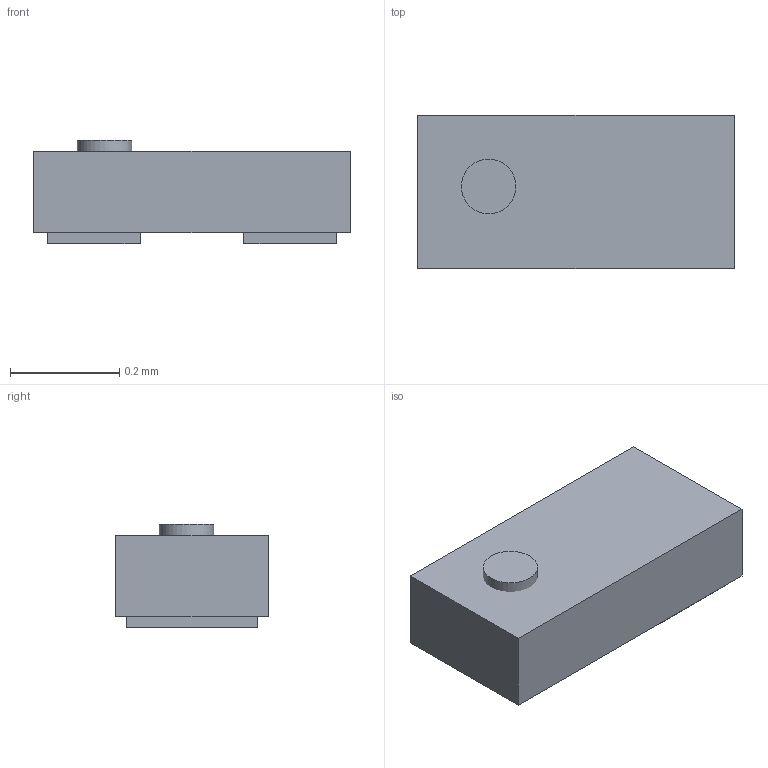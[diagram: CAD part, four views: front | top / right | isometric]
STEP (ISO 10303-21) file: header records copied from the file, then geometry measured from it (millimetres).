
FILE_DESCRIPTION(/* description */ ('model of Infineon_SG-WLL-2-3_0.58x0.28_P0.36mm'),/* implementation_level */ '2;1');
FILE_NAME(/* name */ 'Infineon_SG-WLL-2-3_0.58x0.28_P0.36mm.step',/* time_stamp */ '2023-06-05T10:28:05',/* author */ ('KiCAD','kicad'),/* organization */ ('OCCT'),/* preprocessor_version */ '',/* originating_system */ 'KiCAD',/* authorisation */ '');
FILE_SCHEMA(('AUTOMOTIVE_DESIGN { 1 0 10303 214 1 1 1 1 }'));
Length unit declared in the file: millimetre
Products named in the file (8): CQ assembly; e4ee80ca-037a-11ee-b10e-6fad9df71230; e4ee80cb-037a-11ee-b10e-6fad9df71230; e4ee80cb-037a-11ee-b10e-6fad9df71230_part; e4ee80cc-037a-11ee-b10e-6fad9df71230; e4ee80cc-037a-11ee-b10e-6fad9df71230_part; e4ee80cd-037a-11ee-b10e-6fad9df71230; e4ee80cd-037a-11ee-b10e-6fad9df71230_part
Assembly tree (7 placements, depth 4):
  CQ assembly
    e4ee80ca-037a-11ee-b10e-6fad9df71230
      e4ee80cb-037a-11ee-b10e-6fad9df71230
        e4ee80cb-037a-11ee-b10e-6fad9df71230_part
      e4ee80cc-037a-11ee-b10e-6fad9df71230
        e4ee80cc-037a-11ee-b10e-6fad9df71230_part
      e4ee80cd-037a-11ee-b10e-6fad9df71230
        e4ee80cd-037a-11ee-b10e-6fad9df71230_part
Bounding box: 0.58 x 0.28 x 0.19 mm (x, y, z)
Volume: 0 mm3; surface area: 0.9 mm2
Topology: 4 solids, 4 shells, 31 faces, 63 edges, 42 vertices
Faces by surface type: plane 30, cylinder 1
Full cylindrical faces by diameter (mm): 0.1 x1
Entity records: 963 total; most frequent: CARTESIAN_POINT 144, DIRECTION 143, ORIENTED_EDGE 126, EDGE_CURVE 63, LINE 61, VECTOR 61, VERTEX_POINT 42, AXIS2_PLACEMENT_3D 41
